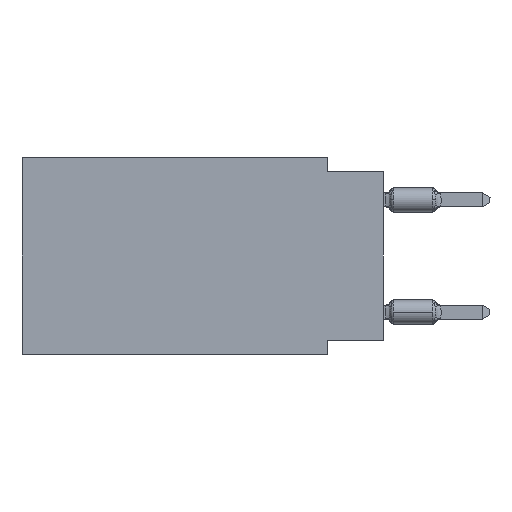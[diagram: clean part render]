
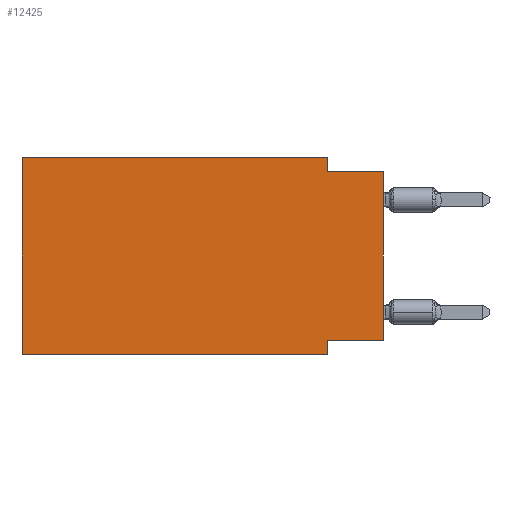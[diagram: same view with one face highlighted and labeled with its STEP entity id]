
A CAD part, left-side view. The second image highlights one B-rep face of the part: STEP entity #12425.
In plain terms, the highlighted planar face has unit normal (-1, 0, 0).
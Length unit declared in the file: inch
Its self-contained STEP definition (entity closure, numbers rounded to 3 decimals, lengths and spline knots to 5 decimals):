
#313 = EDGE_CURVE ( 'NONE', #5802, #20024, #5390, .T. ) ;
#527 = EDGE_CURVE ( 'NONE', #9297, #6468, #10106, .T. ) ;
#1031 = VERTEX_POINT ( 'NONE', #17475 ) ;
#1705 = CARTESIAN_POINT ( 'NONE',  ( 0., 0., -0.025 ) ) ;
#1792 = CARTESIAN_POINT ( 'NONE',  ( 0., 0., -0.025 ) ) ;
#1888 = EDGE_CURVE ( 'NONE', #1031, #15163, #19300, .T. ) ;
#1916 = CARTESIAN_POINT ( 'NONE',  ( 0., 0.645, 0. ) ) ;
#2051 = VERTEX_POINT ( 'NONE', #15667 ) ;
#2955 = LINE ( 'NONE', #15614, #16822 ) ;
#3140 = ORIENTED_EDGE ( 'NONE', *, *, #13071, .F. ) ;
#3260 = EDGE_LOOP ( 'NONE', ( #18161, #13502, #8471, #4910, #19754, #8892, #3140, #6765 ) ) ;
#3643 = LINE ( 'NONE', #1792, #15473 ) ;
#3661 = CARTESIAN_POINT ( 'NONE',  ( 0., 0.645, -0.35 ) ) ;
#4208 = CARTESIAN_POINT ( 'NONE',  ( 0., 0.1, 0. ) ) ;
#4892 = VERTEX_POINT ( 'NONE', #10102 ) ;
#4910 = ORIENTED_EDGE ( 'NONE', *, *, #313, .F. ) ;
#5203 = LINE ( 'NONE', #5405, #9699 ) ;
#5322 = CARTESIAN_POINT ( 'NONE',  ( 0., 0.645, 0. ) ) ;
#5390 = LINE ( 'NONE', #16529, #16555 ) ;
#5405 = CARTESIAN_POINT ( 'NONE',  ( 0., 0.645, 0. ) ) ;
#5802 = VERTEX_POINT ( 'NONE', #5322 ) ;
#6020 = DIRECTION ( 'NONE',  ( 0., 0., 1. ) ) ;
#6468 = VERTEX_POINT ( 'NONE', #21030 ) ;
#6765 = ORIENTED_EDGE ( 'NONE', *, *, #7880, .F. ) ;
#6908 = AXIS2_PLACEMENT_3D ( 'NONE', #1916, #7031, #17060 ) ;
#7031 = DIRECTION ( 'NONE',  ( 1., 0., 0. ) ) ;
#7114 = EDGE_CURVE ( 'NONE', #9297, #5802, #5203, .T. ) ;
#7132 = VECTOR ( 'NONE', #8452, 39.37008 ) ;
#7880 = EDGE_CURVE ( 'NONE', #1031, #4892, #2955, .T. ) ;
#8241 = DIRECTION ( 'NONE',  ( 0., -1., 0. ) ) ;
#8452 = DIRECTION ( 'NONE',  ( 0., -1., 0. ) ) ;
#8471 = ORIENTED_EDGE ( 'NONE', *, *, #9385, .F. ) ;
#8725 = EDGE_CURVE ( 'NONE', #2051, #15163, #3643, .T. ) ;
#8889 = PLANE ( 'NONE',  #6908 ) ;
#8892 = ORIENTED_EDGE ( 'NONE', *, *, #527, .T. ) ;
#9297 = VERTEX_POINT ( 'NONE', #17766 ) ;
#9385 = EDGE_CURVE ( 'NONE', #20024, #2051, #16118, .T. ) ;
#9699 = VECTOR ( 'NONE', #18474, 39.37008 ) ;
#10102 = CARTESIAN_POINT ( 'NONE',  ( 0., 0.1, -0.325 ) ) ;
#10106 = LINE ( 'NONE', #3661, #7132 ) ;
#12425 = ADVANCED_FACE ( 'NONE', ( #15416 ), #8889, .F. ) ;
#12462 = LINE ( 'NONE', #19110, #20808 ) ;
#13071 = EDGE_CURVE ( 'NONE', #4892, #6468, #12462, .T. ) ;
#13502 = ORIENTED_EDGE ( 'NONE', *, *, #8725, .F. ) ;
#15163 = VERTEX_POINT ( 'NONE', #1705 ) ;
#15416 = FACE_OUTER_BOUND ( 'NONE', #3260, .T. ) ;
#15473 = VECTOR ( 'NONE', #16920, 39.37008 ) ;
#15614 = CARTESIAN_POINT ( 'NONE',  ( 0., 0., -0.325 ) ) ;
#15667 = CARTESIAN_POINT ( 'NONE',  ( 0., 0.1, -0.025 ) ) ;
#16118 = LINE ( 'NONE', #20794, #19756 ) ;
#16529 = CARTESIAN_POINT ( 'NONE',  ( 0., 0.645, 0. ) ) ;
#16555 = VECTOR ( 'NONE', #8241, 39.37008 ) ;
#16822 = VECTOR ( 'NONE', #20182, 39.37008 ) ;
#16920 = DIRECTION ( 'NONE',  ( 0., -1., 0. ) ) ;
#17060 = DIRECTION ( 'NONE',  ( 0., 0., -1. ) ) ;
#17475 = CARTESIAN_POINT ( 'NONE',  ( 0., 0., -0.325 ) ) ;
#17476 = DIRECTION ( 'NONE',  ( 0., 0., -1. ) ) ;
#17536 = DIRECTION ( 'NONE',  ( 0., 0., -1. ) ) ;
#17766 = CARTESIAN_POINT ( 'NONE',  ( 0., 0.645, -0.35 ) ) ;
#18161 = ORIENTED_EDGE ( 'NONE', *, *, #1888, .T. ) ;
#18474 = DIRECTION ( 'NONE',  ( 0., 0., 1. ) ) ;
#19010 = VECTOR ( 'NONE', #6020, 39.37008 ) ;
#19085 = CARTESIAN_POINT ( 'NONE',  ( 0., 0., 0. ) ) ;
#19110 = CARTESIAN_POINT ( 'NONE',  ( 0., 0.1, -0.35 ) ) ;
#19300 = LINE ( 'NONE', #19085, #19010 ) ;
#19754 = ORIENTED_EDGE ( 'NONE', *, *, #7114, .F. ) ;
#19756 = VECTOR ( 'NONE', #17536, 39.37008 ) ;
#20024 = VERTEX_POINT ( 'NONE', #4208 ) ;
#20182 = DIRECTION ( 'NONE',  ( 0., 1., 0. ) ) ;
#20794 = CARTESIAN_POINT ( 'NONE',  ( 0., 0.1, 0. ) ) ;
#20808 = VECTOR ( 'NONE', #17476, 39.37008 ) ;
#21030 = CARTESIAN_POINT ( 'NONE',  ( 0., 0.1, -0.35 ) ) ;
